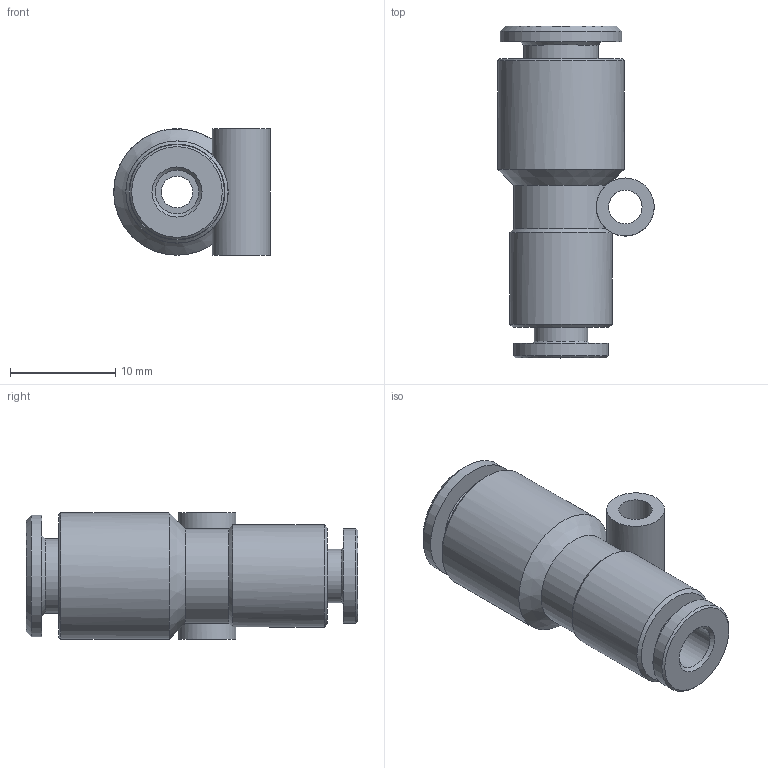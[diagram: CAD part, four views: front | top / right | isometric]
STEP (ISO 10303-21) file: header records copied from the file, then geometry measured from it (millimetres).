
FILE_DESCRIPTION(( 'RT.25.06.04.stp' ), '1');
FILE_NAME( 'RT.25.06.04.stp', '2019-06-19T14:21:36',( 'Sopra'),('sopra-pneumatic.com'), 'SwSTEP 2.0','SolidWorks 2009','' );
FILE_SCHEMA( ( 'CONFIG_CONTROL_DESIGN' ) );
Length unit declared in the file: millimetre
Products named in the file (1): NONE
Bounding box: 14.85 x 31.5 x 12 mm (x, y, z)
Volume: 2101 mm3; surface area: 2188.1 mm2
Topology: 1 solids, 1 shells, 32 faces, 67 edges, 44 vertices
Faces by surface type: cylinder 12, cone 10, plane 10
Full cylindrical faces by diameter (mm): 3 x1, 3.2 x1, 4.15 x1, 5.1 x1, 5.5 x1, 6.15 x1, 7.1 x1, 9 x1, 9.7 x1, 11.5 x1, 12 x1
Entity records: 843 total; most frequent: CARTESIAN_POINT 213, DIRECTION 130, ORIENTED_EDGE 80, AXIS2_PLACEMENT_3D 65, EDGE_LOOP 63, FACE_OUTER_BOUND 43, EDGE_CURVE 40, VERTEX_POINT 37
